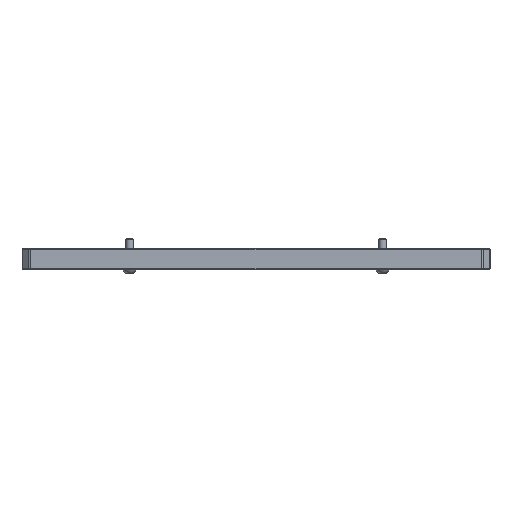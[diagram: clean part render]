
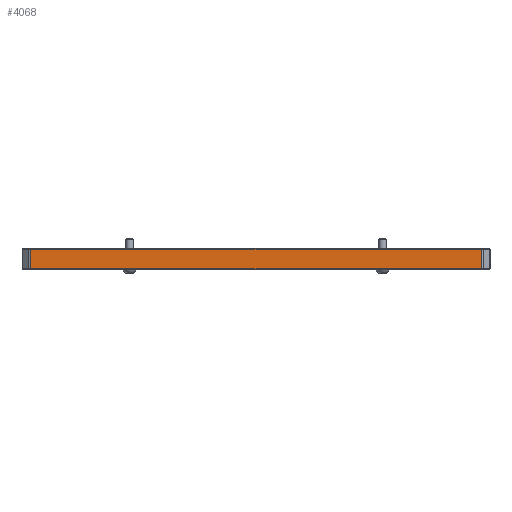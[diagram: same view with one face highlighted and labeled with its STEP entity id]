
A CAD part, front view. The second image highlights one B-rep face of the part: STEP entity #4068.
In plain terms, the highlighted planar face has unit normal (0, -1, 0).
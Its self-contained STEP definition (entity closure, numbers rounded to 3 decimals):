
#444=PLANE('',#4429);
#662=FACE_OUTER_BOUND('',#922,.T.);
#922=EDGE_LOOP('',(#3673,#3674,#3675,#3676));
#1187=LINE('',#12514,#1459);
#1200=LINE('',#12551,#1472);
#1201=LINE('',#12555,#1473);
#1202=LINE('',#12556,#1474);
#1459=VECTOR('',#5298,10.);
#1472=VECTOR('',#5341,1000.);
#1473=VECTOR('',#5346,10.);
#1474=VECTOR('',#5347,10.);
#1969=VERTEX_POINT('',#12508);
#1970=VERTEX_POINT('',#12512);
#1979=VERTEX_POINT('',#12550);
#1980=VERTEX_POINT('',#12554);
#2532=EDGE_CURVE('',#1969,#1970,#1187,.T.);
#2550=EDGE_CURVE('',#1979,#1970,#1200,.T.);
#2552=EDGE_CURVE('',#1980,#1969,#1201,.T.);
#2553=EDGE_CURVE('',#1979,#1980,#1202,.T.);
#3673=ORIENTED_EDGE('',*,*,#2532,.F.);
#3674=ORIENTED_EDGE('',*,*,#2552,.F.);
#3675=ORIENTED_EDGE('',*,*,#2553,.F.);
#3676=ORIENTED_EDGE('',*,*,#2550,.T.);
#4068=ADVANCED_FACE('',(#662),#444,.F.);
#4429=AXIS2_PLACEMENT_3D('',#12553,#5344,#5345);
#5298=DIRECTION('',(-1.,0.,0.));
#5341=DIRECTION('',(0.,0.,-1.));
#5344=DIRECTION('center_axis',(0.,1.,0.));
#5345=DIRECTION('ref_axis',(-1.,0.,0.));
#5346=DIRECTION('',(0.,0.,-1.));
#5347=DIRECTION('',(1.,0.,0.));
#12508=CARTESIAN_POINT('',(89.586,-124.5,-102.8));
#12512=CARTESIAN_POINT('',(-89.586,-124.5,-102.8));
#12514=CARTESIAN_POINT('',(0.,-124.5,-102.8));
#12550=CARTESIAN_POINT('',(-89.586,-124.5,-95.2));
#12551=CARTESIAN_POINT('',(-89.586,-124.5,-97.));
#12553=CARTESIAN_POINT('Origin',(0.,-124.5,-97.));
#12554=CARTESIAN_POINT('',(89.586,-124.5,-95.2));
#12555=CARTESIAN_POINT('',(89.586,-124.5,-97.));
#12556=CARTESIAN_POINT('',(0.,-124.5,-95.2));
